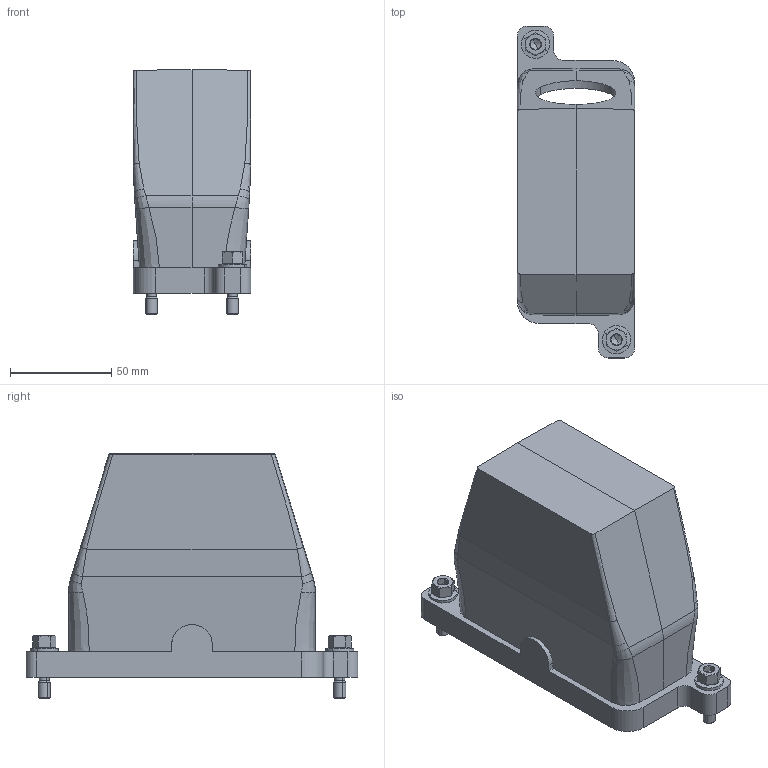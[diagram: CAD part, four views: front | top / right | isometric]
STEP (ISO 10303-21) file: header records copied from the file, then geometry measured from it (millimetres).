
FILE_DESCRIPTION(('CATIA V5 STEP Exchange','CAx-IF Rec.Pracs.--- Model Styling and Organization---1.5--- 2016-08-15','CAx-IF Rec.Pracs.---Supplemental Geometry---1.0---2011-11-01','CAx-IF Rec.Pracs.--- Composite Materials ---1.1---2010-07-15'),'2;1');
FILE_NAME ('005934-3_1', '2024-11-22T08:41:31+00:00', ('none'), ('Weidmueller'), 'CATIA Version 5-6 Release 2022 SP4 HF5', 'CATIA V5 STEP AP214 v3', 'none');
FILE_SCHEMA(('AUTOMOTIVE_DESIGN { 1 0 10303 214 1 1 1 1 }'));
Length unit declared in the file: millimetre
Products named in the file (1): 1082810000_S
Bounding box: 58 x 164 x 121 mm (x, y, z)
Volume: 226607.7 mm3; surface area: 87960.2 mm2
Topology: 3 solids, 3 shells, 347 faces, 826 edges, 491 vertices
Faces by surface type: cone 110, plane 102, cylinder 89, bspline 22, sphere 16, torus 8
Entity records: 12603 total; most frequent: CARTESIAN_POINT 5722, ORIENTED_EDGE 1628, DIRECTION 951, EDGE_CURVE 814, VERTEX_POINT 491, AXIS2_PLACEMENT_3D 415, EDGE_LOOP 371, ADVANCED_FACE 347
